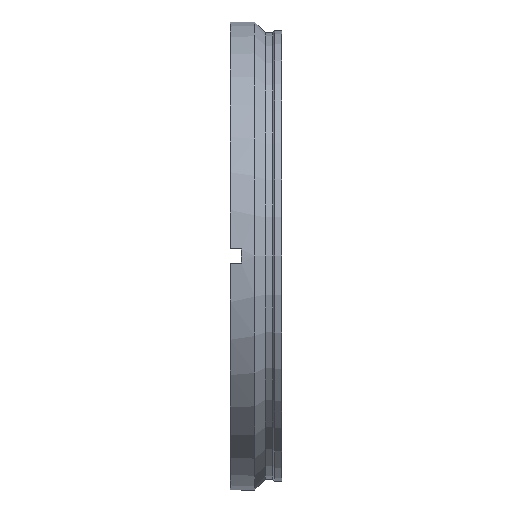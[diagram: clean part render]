
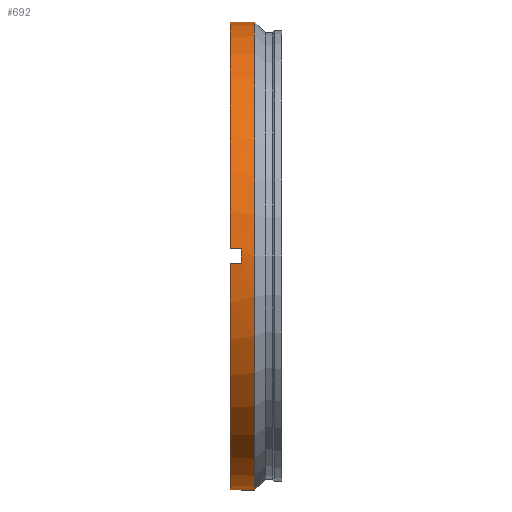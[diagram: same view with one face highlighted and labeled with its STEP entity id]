
A CAD part, front view. The second image highlights one B-rep face of the part: STEP entity #692.
In plain terms, the highlighted cylindrical face has radius 33 mm (diameter 66 mm), a partial arc.
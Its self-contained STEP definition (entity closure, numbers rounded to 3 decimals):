
#1 = VECTOR ( 'NONE', #607, 1000. ) ;
#5 = CARTESIAN_POINT ( 'NONE',  ( 0., -1., 32.985 ) ) ;
#11 = ORIENTED_EDGE ( 'NONE', *, *, #301, .T. ) ;
#30 = VERTEX_POINT ( 'NONE', #473 ) ;
#32 = VECTOR ( 'NONE', #200, 1000. ) ;
#34 = LINE ( 'NONE', #1025, #651 ) ;
#41 = CARTESIAN_POINT ( 'NONE',  ( 1.6, -32.985, -1. ) ) ;
#54 = CIRCLE ( 'NONE', #1051, 33. ) ;
#61 = LINE ( 'NONE', #1059, #32 ) ;
#64 = CARTESIAN_POINT ( 'NONE',  ( 3.5, 0., 0. ) ) ;
#67 = VERTEX_POINT ( 'NONE', #554 ) ;
#68 = CARTESIAN_POINT ( 'NONE',  ( -47.181, -32.985, -1. ) ) ;
#86 = VERTEX_POINT ( 'NONE', #442 ) ;
#111 = CARTESIAN_POINT ( 'NONE',  ( 0., -32.985, -1. ) ) ;
#118 = LINE ( 'NONE', #972, #645 ) ;
#125 = CIRCLE ( 'NONE', #630, 33. ) ;
#134 = VERTEX_POINT ( 'NONE', #705 ) ;
#150 = EDGE_CURVE ( 'NONE', #1006, #521, #34, .T. ) ;
#160 = DIRECTION ( 'NONE',  ( 0., 0., 1. ) ) ;
#163 = CARTESIAN_POINT ( 'NONE',  ( 1.6, 0., 0. ) ) ;
#174 = VERTEX_POINT ( 'NONE', #41 ) ;
#180 = ORIENTED_EDGE ( 'NONE', *, *, #1068, .F. ) ;
#183 = EDGE_CURVE ( 'NONE', #634, #134, #451, .T. ) ;
#190 = AXIS2_PLACEMENT_3D ( 'NONE', #202, #1042, #872 ) ;
#198 = CARTESIAN_POINT ( 'NONE',  ( -47.181, 0., 0. ) ) ;
#200 = DIRECTION ( 'NONE',  ( 1., 0., 0. ) ) ;
#202 = CARTESIAN_POINT ( 'NONE',  ( 1.6, 0., 0. ) ) ;
#217 = EDGE_CURVE ( 'NONE', #86, #623, #964, .T. ) ;
#234 = DIRECTION ( 'NONE',  ( -1., 0., 0. ) ) ;
#237 = CIRCLE ( 'NONE', #854, 33. ) ;
#262 = FACE_OUTER_BOUND ( 'NONE', #468, .T. ) ;
#277 = CARTESIAN_POINT ( 'NONE',  ( -47.181, 0., 33. ) ) ;
#286 = ORIENTED_EDGE ( 'NONE', *, *, #819, .F. ) ;
#301 = EDGE_CURVE ( 'NONE', #86, #893, #118, .T. ) ;
#305 = DIRECTION ( 'NONE',  ( -1., 0., 0. ) ) ;
#310 = DIRECTION ( 'NONE',  ( 0., 0., 1. ) ) ;
#316 = EDGE_CURVE ( 'NONE', #30, #624, #61, .T. ) ;
#317 = DIRECTION ( 'NONE',  ( -1., 0., 0. ) ) ;
#398 = CARTESIAN_POINT ( 'NONE',  ( 1.6, 0., -33. ) ) ;
#404 = CARTESIAN_POINT ( 'NONE',  ( -47.181, -1., 32.985 ) ) ;
#426 = ORIENTED_EDGE ( 'NONE', *, *, #183, .T. ) ;
#442 = CARTESIAN_POINT ( 'NONE',  ( 0., -1., -32.985 ) ) ;
#444 = ORIENTED_EDGE ( 'NONE', *, *, #150, .F. ) ;
#448 = AXIS2_PLACEMENT_3D ( 'NONE', #163, #305, #160 ) ;
#449 = CYLINDRICAL_SURFACE ( 'NONE', #788, 33. ) ;
#451 = LINE ( 'NONE', #277, #1 ) ;
#468 = EDGE_LOOP ( 'NONE', ( #444, #736, #426, #286, #795, #812, #934, #846, #911, #957, #11, #180 ) ) ;
#473 = CARTESIAN_POINT ( 'NONE',  ( 0., -32.985, 1. ) ) ;
#494 = AXIS2_PLACEMENT_3D ( 'NONE', #621, #959, #523 ) ;
#521 = VERTEX_POINT ( 'NONE', #398 ) ;
#523 = DIRECTION ( 'NONE',  ( 0., 0., 1. ) ) ;
#541 = CIRCLE ( 'NONE', #448, 33. ) ;
#554 = CARTESIAN_POINT ( 'NONE',  ( 1.6, -1., 32.985 ) ) ;
#561 = CIRCLE ( 'NONE', #190, 33. ) ;
#565 = EDGE_CURVE ( 'NONE', #67, #974, #655, .T. ) ;
#576 = EDGE_CURVE ( 'NONE', #1006, #634, #54, .T. ) ;
#577 = EDGE_CURVE ( 'NONE', #30, #974, #237, .T. ) ;
#606 = CARTESIAN_POINT ( 'NONE',  ( 1.6, -32.985, 1. ) ) ;
#607 = DIRECTION ( 'NONE',  ( -1., 0., 0. ) ) ;
#621 = CARTESIAN_POINT ( 'NONE',  ( 0., 0., 0. ) ) ;
#623 = VERTEX_POINT ( 'NONE', #111 ) ;
#624 = VERTEX_POINT ( 'NONE', #606 ) ;
#630 = AXIS2_PLACEMENT_3D ( 'NONE', #678, #942, #778 ) ;
#634 = VERTEX_POINT ( 'NONE', #852 ) ;
#645 = VECTOR ( 'NONE', #811, 1000. ) ;
#651 = VECTOR ( 'NONE', #779, 1000. ) ;
#655 = LINE ( 'NONE', #404, #855 ) ;
#659 = LINE ( 'NONE', #68, #901 ) ;
#676 = EDGE_CURVE ( 'NONE', #174, #624, #125, .T. ) ;
#678 = CARTESIAN_POINT ( 'NONE',  ( 1.6, 0., 0. ) ) ;
#692 = ADVANCED_FACE ( 'NONE', ( #262 ), #449, .T. ) ;
#705 = CARTESIAN_POINT ( 'NONE',  ( 1.6, 0., 33. ) ) ;
#736 = ORIENTED_EDGE ( 'NONE', *, *, #576, .T. ) ;
#741 = DIRECTION ( 'NONE',  ( -1., 0., 0. ) ) ;
#778 = DIRECTION ( 'NONE',  ( 0., 0., 1. ) ) ;
#779 = DIRECTION ( 'NONE',  ( -1., 0., 0. ) ) ;
#782 = DIRECTION ( 'NONE',  ( -1., 0., 0. ) ) ;
#788 = AXIS2_PLACEMENT_3D ( 'NONE', #198, #782, #884 ) ;
#794 = EDGE_CURVE ( 'NONE', #174, #623, #659, .T. ) ;
#795 = ORIENTED_EDGE ( 'NONE', *, *, #565, .T. ) ;
#796 = CARTESIAN_POINT ( 'NONE',  ( 3.5, 0., -33. ) ) ;
#811 = DIRECTION ( 'NONE',  ( 1., 0., 0. ) ) ;
#812 = ORIENTED_EDGE ( 'NONE', *, *, #577, .F. ) ;
#819 = EDGE_CURVE ( 'NONE', #67, #134, #541, .T. ) ;
#843 = CARTESIAN_POINT ( 'NONE',  ( 1.6, -1., -32.985 ) ) ;
#846 = ORIENTED_EDGE ( 'NONE', *, *, #676, .F. ) ;
#852 = CARTESIAN_POINT ( 'NONE',  ( 3.5, 0., 33. ) ) ;
#854 = AXIS2_PLACEMENT_3D ( 'NONE', #1064, #234, #310 ) ;
#855 = VECTOR ( 'NONE', #741, 1000. ) ;
#872 = DIRECTION ( 'NONE',  ( 0., 0., 1. ) ) ;
#884 = DIRECTION ( 'NONE',  ( 0., 0., 1. ) ) ;
#893 = VERTEX_POINT ( 'NONE', #843 ) ;
#901 = VECTOR ( 'NONE', #317, 1000. ) ;
#911 = ORIENTED_EDGE ( 'NONE', *, *, #794, .T. ) ;
#934 = ORIENTED_EDGE ( 'NONE', *, *, #316, .T. ) ;
#942 = DIRECTION ( 'NONE',  ( -1., 0., 0. ) ) ;
#957 = ORIENTED_EDGE ( 'NONE', *, *, #217, .F. ) ;
#959 = DIRECTION ( 'NONE',  ( -1., 0., 0. ) ) ;
#964 = CIRCLE ( 'NONE', #494, 33. ) ;
#972 = CARTESIAN_POINT ( 'NONE',  ( -47.181, -1., -32.985 ) ) ;
#974 = VERTEX_POINT ( 'NONE', #5 ) ;
#996 = DIRECTION ( 'NONE',  ( -1., 0., 0. ) ) ;
#1006 = VERTEX_POINT ( 'NONE', #796 ) ;
#1025 = CARTESIAN_POINT ( 'NONE',  ( -47.181, 0., -33. ) ) ;
#1042 = DIRECTION ( 'NONE',  ( -1., 0., 0. ) ) ;
#1051 = AXIS2_PLACEMENT_3D ( 'NONE', #64, #996, #1078 ) ;
#1059 = CARTESIAN_POINT ( 'NONE',  ( -47.181, -32.985, 1. ) ) ;
#1064 = CARTESIAN_POINT ( 'NONE',  ( 0., 0., 0. ) ) ;
#1068 = EDGE_CURVE ( 'NONE', #521, #893, #561, .T. ) ;
#1078 = DIRECTION ( 'NONE',  ( 0., 0., 1. ) ) ;
